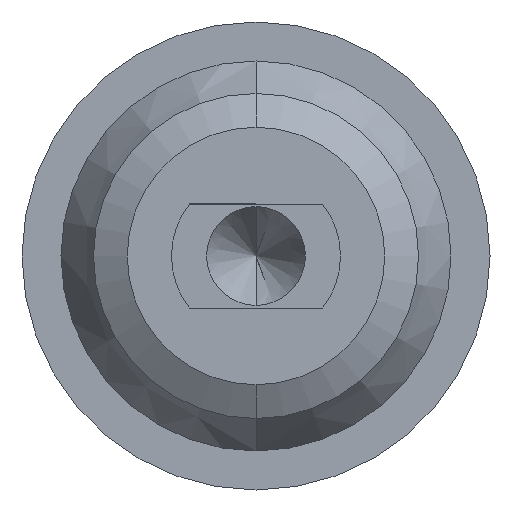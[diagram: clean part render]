
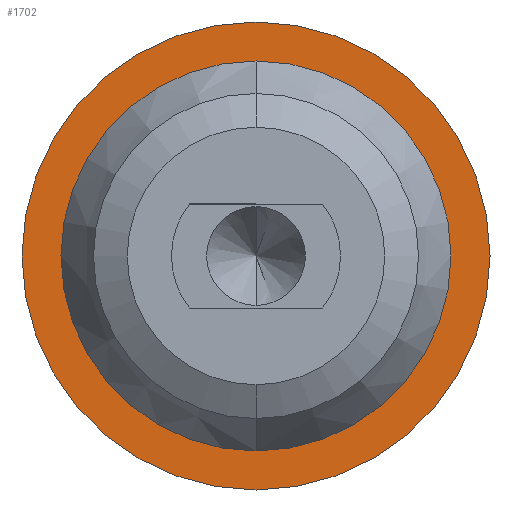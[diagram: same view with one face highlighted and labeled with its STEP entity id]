
A CAD part, front view. The second image highlights one B-rep face of the part: STEP entity #1702.
In plain terms, the highlighted planar face has unit normal (0, -1, 0).
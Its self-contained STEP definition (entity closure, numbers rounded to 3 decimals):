
#33 = CIRCLE ( 'NONE', #2436, 1.8 ) ;
#185 = DIRECTION ( 'NONE',  ( 0., -1., 0. ) ) ;
#251 = DIRECTION ( 'NONE',  ( 0., 0., -1. ) ) ;
#296 = EDGE_CURVE ( 'Defeature ausgef�hrt5_6+Defeature ausgef�hrt5_5+Defeature ausgef�hrt5_5+Defeature ausgef�hrt5_5', #1987, #1972, #4940, .T. ) ;
#384 = VERTEX_POINT ( 'NONE', #1495 ) ;
#559 = CARTESIAN_POINT ( 'NONE',  ( 0., 27.8, -1.5 ) ) ;
#954 = ORIENTED_EDGE ( 'NONE', *, *, #296, .F. ) ;
#1006 = DIRECTION ( 'NONE',  ( 0., -1., 0. ) ) ;
#1058 = PLANE ( 'NONE',  #2802 ) ;
#1122 = ORIENTED_EDGE ( 'NONE', *, *, #4410, .T. ) ;
#1124 = DIRECTION ( 'NONE',  ( 0., -1., 0. ) ) ;
#1435 = CARTESIAN_POINT ( 'NONE',  ( 0., 27.8, 0. ) ) ;
#1441 = FACE_OUTER_BOUND ( 'NONE', #3902, .T. ) ;
#1495 = CARTESIAN_POINT ( 'NONE',  ( 0., 27.8, 1.8 ) ) ;
#1702 = ADVANCED_FACE ( 'Defeature ausgef�hrt5_5', ( #1441, #3821 ), #1058, .T. ) ;
#1764 = AXIS2_PLACEMENT_3D ( 'NONE', #2184, #3870, #4700 ) ;
#1813 = VERTEX_POINT ( 'NONE', #4922 ) ;
#1821 = CARTESIAN_POINT ( 'NONE',  ( 0., 27.8, 1.5 ) ) ;
#1931 = EDGE_CURVE ( 'Defeature ausgef�hrt5_5+Defeature ausgef�hrt5_3+Defeature ausgef�hrt5_3+Defeature ausgef�hrt5_3', #1813, #384, #2696, .T. ) ;
#1972 = VERTEX_POINT ( 'NONE', #559 ) ;
#1987 = VERTEX_POINT ( 'NONE', #1821 ) ;
#2150 = ORIENTED_EDGE ( 'NONE', *, *, #3703, .F. ) ;
#2184 = CARTESIAN_POINT ( 'NONE',  ( 0., 27.8, 0. ) ) ;
#2262 = DIRECTION ( 'NONE',  ( 0., 0., -1. ) ) ;
#2379 = CARTESIAN_POINT ( 'NONE',  ( 0., 27.8, 0. ) ) ;
#2436 = AXIS2_PLACEMENT_3D ( 'NONE', #2379, #1124, #251 ) ;
#2696 = CIRCLE ( 'NONE', #1764, 1.8 ) ;
#2753 = DIRECTION ( 'NONE',  ( 0., -1., 0. ) ) ;
#2802 = AXIS2_PLACEMENT_3D ( 'NONE', #4875, #2753, #3193 ) ;
#3193 = DIRECTION ( 'NONE',  ( 0., 0., -1. ) ) ;
#3409 = AXIS2_PLACEMENT_3D ( 'NONE', #1435, #1006, #4450 ) ;
#3452 = ORIENTED_EDGE ( 'NONE', *, *, #1931, .T. ) ;
#3517 = CARTESIAN_POINT ( 'NONE',  ( 0., 27.8, 0. ) ) ;
#3703 = EDGE_CURVE ( 'Defeature ausgef�hrt5_6+Defeature ausgef�hrt5_5+Defeature ausgef�hrt5_5+Defeature ausgef�hrt5_5', #1972, #1987, #5448, .T. ) ;
#3821 = FACE_BOUND ( 'NONE', #5331, .T. ) ;
#3870 = DIRECTION ( 'NONE',  ( 0., -1., 0. ) ) ;
#3902 = EDGE_LOOP ( 'NONE', ( #3452, #1122 ) ) ;
#4410 = EDGE_CURVE ( 'Defeature ausgef�hrt5_5+Defeature ausgef�hrt5_3+Defeature ausgef�hrt5_3+Defeature ausgef�hrt5_3', #384, #1813, #33, .T. ) ;
#4450 = DIRECTION ( 'NONE',  ( 0., 0., -1. ) ) ;
#4566 = AXIS2_PLACEMENT_3D ( 'NONE', #3517, #185, #2262 ) ;
#4700 = DIRECTION ( 'NONE',  ( 0., 0., -1. ) ) ;
#4875 = CARTESIAN_POINT ( 'NONE',  ( 1.5, 27.8, 0. ) ) ;
#4922 = CARTESIAN_POINT ( 'NONE',  ( 0., 27.8, -1.8 ) ) ;
#4940 = CIRCLE ( 'NONE', #3409, 1.5 ) ;
#5331 = EDGE_LOOP ( 'NONE', ( #2150, #954 ) ) ;
#5448 = CIRCLE ( 'NONE', #4566, 1.5 ) ;
